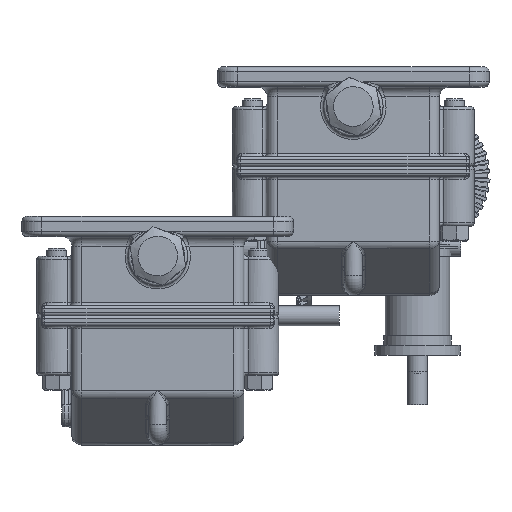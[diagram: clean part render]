
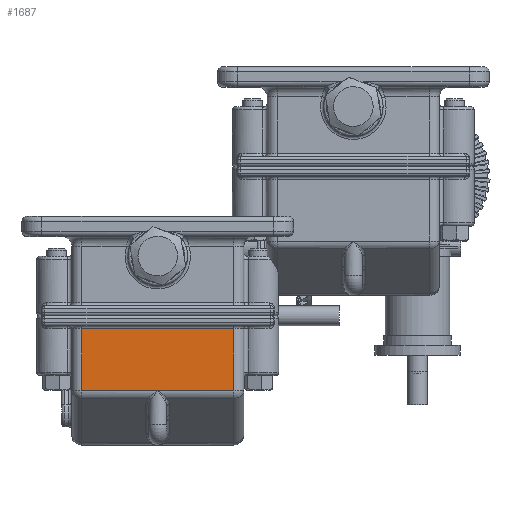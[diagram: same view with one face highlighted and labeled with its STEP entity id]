
A CAD part, top view. The second image highlights one B-rep face of the part: STEP entity #1687.
In plain terms, the highlighted planar face has unit normal (0, 0, 1).
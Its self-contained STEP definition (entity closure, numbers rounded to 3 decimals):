
#1687 = ADVANCED_FACE( '', ( #4399 ), #4400, .T. );
#4399 = FACE_OUTER_BOUND( '', #12916, .T. );
#4400 = PLANE( '', #12917 );
#12916 = EDGE_LOOP( '', ( #39427, #39428, #39429, #39430, #39431 ) );
#12917 = AXIS2_PLACEMENT_3D( '', #39432, #39433, #39434 );
#39427 = ORIENTED_EDGE( '', *, *, #48242, .T. );
#39428 = ORIENTED_EDGE( '', *, *, #48243, .T. );
#39429 = ORIENTED_EDGE( '', *, *, #48244, .T. );
#39430 = ORIENTED_EDGE( '', *, *, #48245, .T. );
#39431 = ORIENTED_EDGE( '', *, *, #48246, .T. );
#39432 = CARTESIAN_POINT( '', ( 22., 160., 278.334 ) );
#39433 = DIRECTION( '', ( 0., 0., 1. ) );
#39434 = DIRECTION( '', ( 1., 0., 0. ) );
#48242 = EDGE_CURVE( '', #52178, #52709, #52710, .F. );
#48243 = EDGE_CURVE( '', #52709, #52711, #52712, .T. );
#48244 = EDGE_CURVE( '', #52711, #52713, #52714, .T. );
#48245 = EDGE_CURVE( '', #52713, #52715, #52716, .F. );
#48246 = EDGE_CURVE( '', #52715, #52178, #52717, .F. );
#52178 = VERTEX_POINT( '', #59519 );
#52709 = VERTEX_POINT( '', #60905 );
#52710 = LINE( '', #60906, #60907 );
#52711 = VERTEX_POINT( '', #60908 );
#52712 = LINE( '', #60909, #60910 );
#52713 = VERTEX_POINT( '', #60911 );
#52714 = LINE( '', #60912, #60913 );
#52715 = VERTEX_POINT( '', #60914 );
#52716 = LINE( '', #60915, #60916 );
#52717 = LINE( '', #60917, #60918 );
#59519 = CARTESIAN_POINT( '', ( 12., 4.642, 278.334 ) );
#60905 = CARTESIAN_POINT( '', ( 12., 67., 278.334 ) );
#60906 = CARTESIAN_POINT( '', ( 12., 160., 278.334 ) );
#60907 = VECTOR( '', #75279, 1000. );
#60908 = CARTESIAN_POINT( '', ( -141.46, 67., 278.334 ) );
#60909 = CARTESIAN_POINT( '', ( -141.46, 67., 278.334 ) );
#60910 = VECTOR( '', #75280, 1000. );
#60911 = CARTESIAN_POINT( '', ( -141.46, 4.642, 278.334 ) );
#60912 = CARTESIAN_POINT( '', ( -141.46, 0., 278.334 ) );
#60913 = VECTOR( '', #75281, 1000. );
#60914 = CARTESIAN_POINT( '', ( -64.73, 4.642, 278.334 ) );
#60915 = CARTESIAN_POINT( '', ( 22., 4.642, 278.334 ) );
#60916 = VECTOR( '', #75282, 1000. );
#60917 = CARTESIAN_POINT( '', ( 22., 4.642, 278.334 ) );
#60918 = VECTOR( '', #75283, 1000. );
#75279 = DIRECTION( '', ( 0., -1., 0. ) );
#75280 = DIRECTION( '', ( -1., 0., 0. ) );
#75281 = DIRECTION( '', ( 0., -1., 0. ) );
#75282 = DIRECTION( '', ( -1., 0., 0. ) );
#75283 = DIRECTION( '', ( -1., 0., 0. ) );
